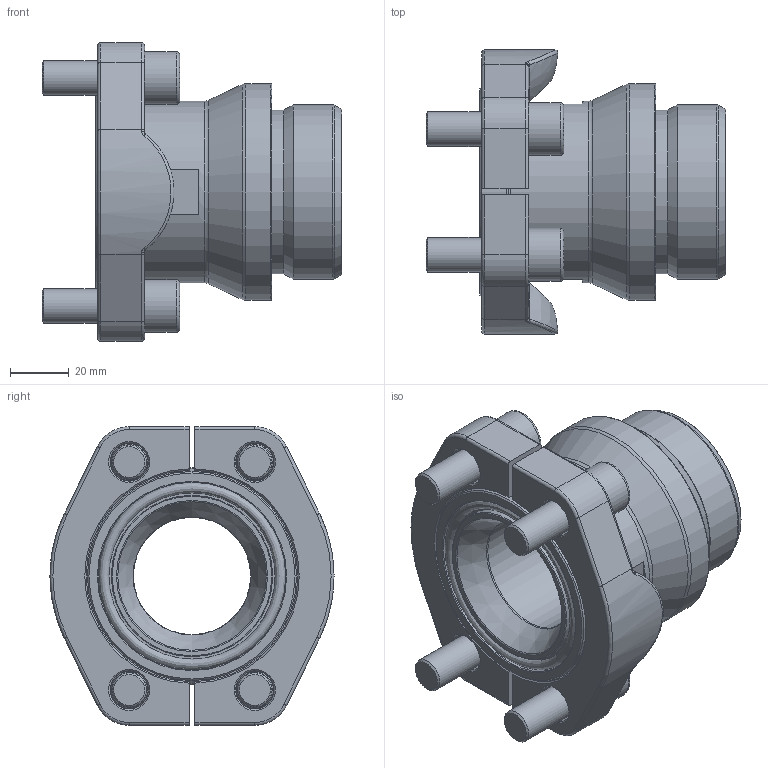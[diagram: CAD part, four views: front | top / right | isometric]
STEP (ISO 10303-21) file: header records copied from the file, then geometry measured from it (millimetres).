
FILE_DESCRIPTION(/* description */ (''),/* implementation_level */ '2;1');
FILE_NAME(/* name */ 'SGA51-3-50.stp',/* time_stamp */ '2025-01-29T12:08:57+01:00',/* author */ (''),/* organization */ (''),/* preprocessor_version */ 'ST-DEVELOPER v16',/* originating_system */ 'SIEMENS PLM Software NX 10.0',/* authorisation */ '');
FILE_SCHEMA (('CONFIG_CONTROL_DESIGN'));
Length unit declared in the file: millimetre
Products named in the file (6): X-AFH51-3_einzel; X-O56; X-M12x35I; X-SGA35150; X-AFH51-3; SGA051-350
Assembly tree (9 placements, depth 3):
  SGA051-350
    X-SGA35150
    X-M12x35I  x4
    X-AFH51-3
      X-AFH51-3_einzel  x2
    X-O56
Bounding box: 102.4 x 97 x 102 mm (x, y, z)
Volume: 260754.1 mm3; surface area: 75242.5 mm2
Topology: 10 solids, 10 shells, 255 faces, 543 edges, 314 vertices
Faces by surface type: plane 92, cone 59, cylinder 48, torus 45, bspline 6, revolution 3, sphere 2
Full cylindrical faces by diameter (mm): 11.701 x4, 13 x4, 18 x4, 40 x1, 55.11 x1, 55.9 x1, 59.5 x1, 59.614 x1, 62 x1, 64 x1, 68 x1, 71.4 x1, 73.95 x1
Entity records: 3862 total; most frequent: CARTESIAN_POINT 681, DIRECTION 557, ORIENTED_EDGE 402, AXIS2_PLACEMENT_3D 247, EDGE_CURVE 201, EDGE_LOOP 178, VERTEX_POINT 145, ADVANCED_FACE 122
